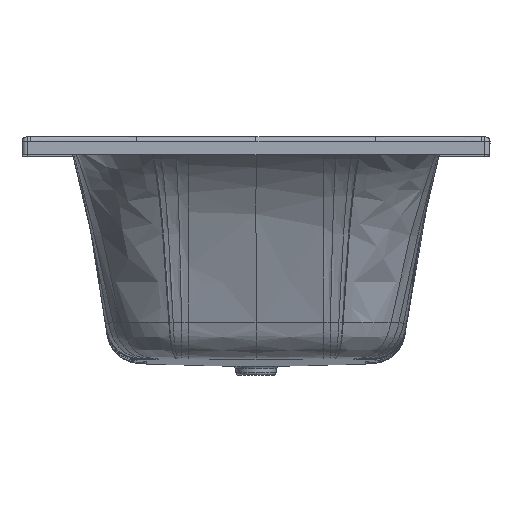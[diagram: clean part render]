
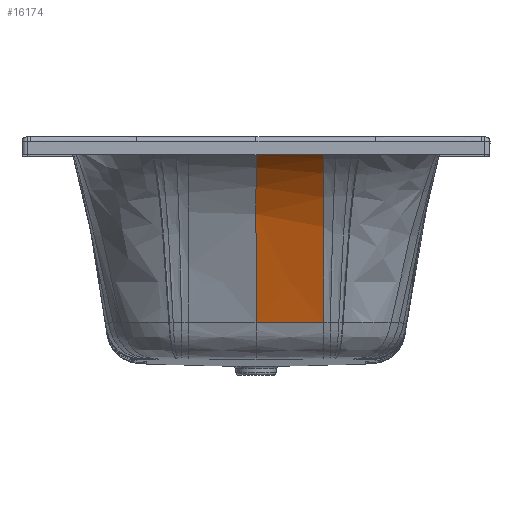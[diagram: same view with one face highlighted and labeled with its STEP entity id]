
A CAD part, top view. The second image highlights one B-rep face of the part: STEP entity #16174.
In plain terms, the highlighted face is a extrusion surface.
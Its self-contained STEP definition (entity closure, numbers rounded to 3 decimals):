
#2899=DIRECTION('',(1.,0.,0.));
#2900=VECTOR('',#2899,130.);
#2901=CARTESIAN_POINT('',(0.,-6.192,
853.96));
#2902=LINE('',#2901,#2900);
#4846=CARTESIAN_POINT('',(130.,-356.173,626.031));
#4847=CARTESIAN_POINT('',(130.,-330.656,634.098));
#4848=CARTESIAN_POINT('',(130.,-243.486,662.155));
#4849=CARTESIAN_POINT('',(130.,-116.234,706.606));
#4850=CARTESIAN_POINT('',(130.,-28.881,792.258));
#4851=CARTESIAN_POINT('',(130.,-10.776,841.328));
#4852=CARTESIAN_POINT('',(130.,-6.192,853.96));
#4854=CARTESIAN_POINT('',(0.002,-356.584,
625.9));
#4855=CARTESIAN_POINT('',(0.002,-344.816,
629.62));
#4856=CARTESIAN_POINT('',(0.001,-322.139,
636.854));
#4857=CARTESIAN_POINT('',(0.,-291.311,
646.864));
#4858=CARTESIAN_POINT('',(0.,-263.335,
656.091));
#4859=CARTESIAN_POINT('',(-0.001,-238.692,
664.498));
#4860=CARTESIAN_POINT('',(-0.001,-216.53,
672.522));
#4861=CARTESIAN_POINT('',(-0.001,-196.74,
680.22));
#4862=CARTESIAN_POINT('',(-0.001,-179.,
687.681));
#4863=CARTESIAN_POINT('',(0.,-162.894,
695.024));
#4864=CARTESIAN_POINT('',(0.,-148.238,
702.276));
#4865=CARTESIAN_POINT('',(0.,-134.879,
709.444));
#4866=CARTESIAN_POINT('',(0.,-122.628,
716.559));
#4867=CARTESIAN_POINT('',(0.,-111.334,
723.648));
#4868=CARTESIAN_POINT('',(0.,-100.87,730.733));
#4869=CARTESIAN_POINT('',(0.,-91.135,
737.833));
#4870=CARTESIAN_POINT('',(0.,-82.052,
744.962));
#4871=CARTESIAN_POINT('',(0.,-73.608,
752.099));
#4872=CARTESIAN_POINT('',(0.,-65.822,
759.187));
#4873=CARTESIAN_POINT('',(0.,-58.629,
766.246));
#4874=CARTESIAN_POINT('',(0.,-51.974,
773.301));
#4875=CARTESIAN_POINT('',(0.,-45.936,
780.226));
#4876=CARTESIAN_POINT('',(0.,-40.46,
787.03));
#4877=CARTESIAN_POINT('',(0.,-35.471,
793.762));
#4878=CARTESIAN_POINT('',(0.,-30.92,
800.454));
#4879=CARTESIAN_POINT('',(0.,-26.813,
807.066));
#4880=CARTESIAN_POINT('',(0.,-23.046,
813.733));
#4881=CARTESIAN_POINT('',(0.,-19.549,
820.62));
#4882=CARTESIAN_POINT('',(0.,-16.296,
827.764));
#4883=CARTESIAN_POINT('',(0.,-13.071,
835.539));
#4884=CARTESIAN_POINT('',(0.,-9.782,
844.103));
#4885=CARTESIAN_POINT('',(0.,-7.427,
850.557));
#4886=CARTESIAN_POINT('',(0.,-6.192,
853.96));
#5039=CARTESIAN_POINT('',(130.,-356.173,626.031));
#5040=CARTESIAN_POINT('',(122.223,-356.243,626.009));
#5041=CARTESIAN_POINT('',(105.893,-356.334,625.975));
#5042=CARTESIAN_POINT('',(78.138,-356.429,625.947));
#5043=CARTESIAN_POINT('',(49.914,-356.518,625.919));
#5044=CARTESIAN_POINT('',(22.775,-356.594,625.893));
#5045=CARTESIAN_POINT('',(7.266,-356.598,625.896));
#5046=CARTESIAN_POINT('',(0.002,-356.584,
625.9));
#6715=CARTESIAN_POINT('',(130.,-6.192,853.96));
#6716=VERTEX_POINT('',#6715);
#6717=CARTESIAN_POINT('',(0.,-6.192,
853.96));
#6718=VERTEX_POINT('',#6717);
#6856=VERTEX_POINT('',#4846);
#6857=VERTEX_POINT('',#4854);
#16153=CARTESIAN_POINT('',(-2.744,-360.751,
624.587));
#16154=CARTESIAN_POINT('',(-2.744,-359.367,
625.024));
#16155=CARTESIAN_POINT('',(-2.744,-332.363,
633.551));
#16156=CARTESIAN_POINT('',(-2.744,-243.63,
662.102));
#16157=CARTESIAN_POINT('',(-2.744,-116.234,
706.606));
#16158=CARTESIAN_POINT('',(-2.744,-28.881,
792.258));
#16159=CARTESIAN_POINT('',(-2.744,-10.288,
842.649));
#16160=CARTESIAN_POINT('',(-2.744,-5.196,
856.707));
#16161=CARTESIAN_POINT('',(-2.744,-4.695,
858.088));
#16163=DIRECTION('',(1.,0.,0.));
#16164=VECTOR('',#16163,1.);
#16165=SURFACE_OF_LINEAR_EXTRUSION('',#16162,#16164);
#16167=ORIENTED_EDGE('',*,*,#16166,.F.);
#16169=ORIENTED_EDGE('',*,*,#16168,.F.);
#16170=ORIENTED_EDGE('',*,*,#16145,.T.);
#16171=ORIENTED_EDGE('',*,*,#12945,.F.);
#16172=EDGE_LOOP('',(#16167,#16169,#16170,#16171));
#16173=FACE_OUTER_BOUND('',#16172,.F.);
#16174=ADVANCED_FACE('',(#16173),#16165,.T.);
#4853=B_SPLINE_CURVE_WITH_KNOTS('',3,(#4846,#4847,#4848,#4849,#4850,#4851,
#4852),.UNSPECIFIED.,.F.,.F.,(4,1,1,1,4),(0.,0.188,
0.629,0.908,1.),.UNSPECIFIED.);
#4887=B_SPLINE_CURVE_WITH_KNOTS('',3,(#4854,#4855,#4856,#4857,#4858,#4859,#4860,
#4861,#4862,#4863,#4864,#4865,#4866,#4867,#4868,#4869,#4870,#4871,#4872,#4873,
#4874,#4875,#4876,#4877,#4878,#4879,#4880,#4881,#4882,#4883,#4884,#4885,#4886),
.UNSPECIFIED.,.F.,.F.,(4,1,1,1,1,1,1,1,1,1,1,1,1,1,1,1,1,1,1,1,1,1,1,1,1,1,1,1,
1,1,4),(0.,0.033,0.067,0.1,0.133,
0.167,0.2,0.233,0.267,0.3,
0.333,0.367,0.4,0.433,0.467,
0.5,0.533,0.567,0.6,0.633,
0.667,0.7,0.733,0.767,0.8,
0.833,0.867,0.9,0.933,0.967,
1.),.UNSPECIFIED.);
#5047=B_SPLINE_CURVE_WITH_KNOTS('',3,(#5039,#5040,#5041,#5042,#5043,#5044,#5045,
#5046),.UNSPECIFIED.,.F.,.F.,(4,1,1,1,1,4),(0.,0.2,0.4,0.6,0.8,1.),
.UNSPECIFIED.);
#12945=EDGE_CURVE('',#6718,#6716,#2902,.T.);
#16145=EDGE_CURVE('',#6856,#6716,#4853,.T.);
#16162=B_SPLINE_CURVE_WITH_KNOTS('',3,(#16153,#16154,#16155,#16156,#16157,
#16158,#16159,#16160,#16161),.UNSPECIFIED.,.F.,.F.,(4,1,1,1,1,1,4),(0.,
0.01,0.195,0.627,0.9,
0.99,1.),.UNSPECIFIED.);
#16166=EDGE_CURVE('',#6857,#6718,#4887,.T.);
#16168=EDGE_CURVE('',#6856,#6857,#5047,.T.);
